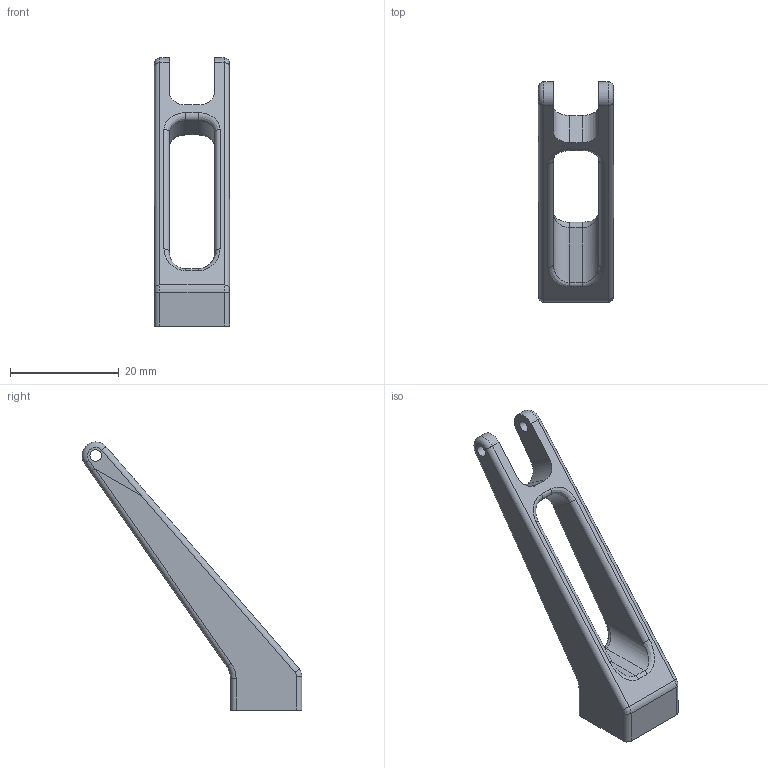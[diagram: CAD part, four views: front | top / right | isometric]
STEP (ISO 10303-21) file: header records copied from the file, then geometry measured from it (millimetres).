
FILE_DESCRIPTION(/* description */ ('','CAx-IF Rec.Pracs.---Representation and Presentation of Product Manufacturing Information (PMI)---4.0---2014-10-13'),/* implementation_level */ '2;1');
FILE_NAME(/* name */ 'Thumb_5(special).step',/* time_stamp */ '2025-02-11T18:11:41+08:00',/* author */ (''),/* organization */ (''),/* preprocessor_version */ 'ST-DEVELOPER v20',/* originating_system */ 'Autodesk Translation Framework v13.20.0.188',/* authorisation */ '');
FILE_SCHEMA (('AP242_MANAGED_MODEL_BASED_3D_ENGINEERING_MIM_LF { 1 0 10303 442 1 1 4 }'));
Length unit declared in the file: millimetre
Products named in the file (1): 大拇指件2
Bounding box: 13.84 x 40.47 x 49.37 mm (x, y, z)
Volume: 3542.7 mm3; surface area: 2879.9 mm2
Topology: 1 solids, 1 shells, 81 faces, 211 edges, 132 vertices
Faces by surface type: plane 38, cylinder 29, bspline 8, torus 6
Full cylindrical faces by diameter (mm): 2.1 x2
Entity records: 2703 total; most frequent: CARTESIAN_POINT 633, DIRECTION 431, ORIENTED_EDGE 422, EDGE_CURVE 211, AXIS2_PLACEMENT_3D 146, LINE 139, VECTOR 139, VERTEX_POINT 132
